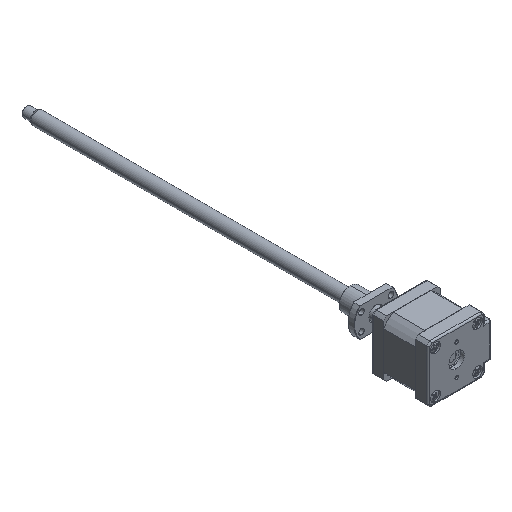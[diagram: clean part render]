
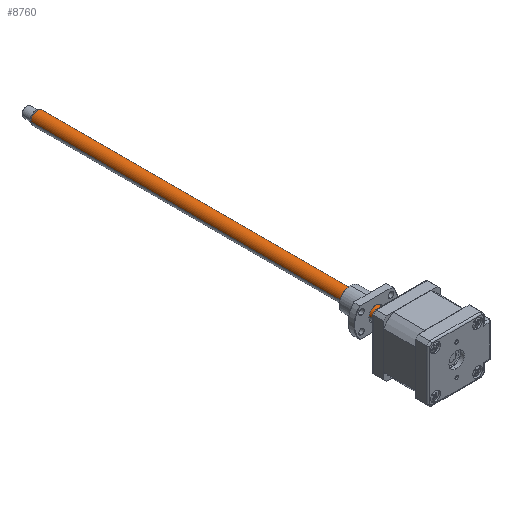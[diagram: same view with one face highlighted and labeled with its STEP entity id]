
A CAD part, isometric view. The second image highlights one B-rep face of the part: STEP entity #8760.
In plain terms, the highlighted cylindrical face has radius 4 mm (diameter 8 mm), a partial arc.
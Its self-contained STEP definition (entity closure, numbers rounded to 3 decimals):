
#75 = CARTESIAN_POINT ( 'NONE',  ( -0.709, 239.993, 16.638 ) ) ;
#155 = CARTESIAN_POINT ( 'NONE',  ( -0.709, 15.993, 16.638 ) ) ;
#196 = FACE_OUTER_BOUND ( 'NONE', #7878, .T. ) ;
#230 = CIRCLE ( 'NONE', #868, 4. ) ;
#473 = VERTEX_POINT ( 'NONE', #2525 ) ;
#868 = AXIS2_PLACEMENT_3D ( 'NONE', #1035, #6272, #1776 ) ;
#881 = EDGE_CURVE ( 'NONE', #6720, #473, #8261, .T. ) ;
#1035 = CARTESIAN_POINT ( 'NONE',  ( -4.709, 239.993, 16.638 ) ) ;
#1362 = VERTEX_POINT ( 'NONE', #75 ) ;
#1776 = DIRECTION ( 'NONE',  ( 1., 0., 0. ) ) ;
#1839 = AXIS2_PLACEMENT_3D ( 'NONE', #4867, #8744, #6302 ) ;
#1939 = ORIENTED_EDGE ( 'NONE', *, *, #5010, .F. ) ;
#1986 = CARTESIAN_POINT ( 'NONE',  ( -8.709, 239.993, 16.638 ) ) ;
#2525 = CARTESIAN_POINT ( 'NONE',  ( -8.709, 15.993, 16.638 ) ) ;
#2640 = ORIENTED_EDGE ( 'NONE', *, *, #7172, .T. ) ;
#3057 = AXIS2_PLACEMENT_3D ( 'NONE', #9291, #4080, #4852 ) ;
#3678 = VECTOR ( 'NONE', #5147, 1000. ) ;
#4080 = DIRECTION ( 'NONE',  ( 0., -1., 0. ) ) ;
#4389 = CARTESIAN_POINT ( 'NONE',  ( -0.709, 240.993, 16.638 ) ) ;
#4851 = ORIENTED_EDGE ( 'NONE', *, *, #6780, .T. ) ;
#4852 = DIRECTION ( 'NONE',  ( -1., 0., 0. ) ) ;
#4867 = CARTESIAN_POINT ( 'NONE',  ( -4.709, 15.993, 16.638 ) ) ;
#5010 = EDGE_CURVE ( 'NONE', #1362, #6720, #5692, .T. ) ;
#5147 = DIRECTION ( 'NONE',  ( 0., -1., 0. ) ) ;
#5153 = LINE ( 'NONE', #5360, #8630 ) ;
#5360 = CARTESIAN_POINT ( 'NONE',  ( -8.709, 240.993, 16.638 ) ) ;
#5692 = LINE ( 'NONE', #4389, #3678 ) ;
#5949 = CYLINDRICAL_SURFACE ( 'NONE', #3057, 4. ) ;
#6272 = DIRECTION ( 'NONE',  ( 0., -1., 0. ) ) ;
#6302 = DIRECTION ( 'NONE',  ( -1., 0., 0. ) ) ;
#6720 = VERTEX_POINT ( 'NONE', #155 ) ;
#6780 = EDGE_CURVE ( 'NONE', #1362, #9225, #230, .T. ) ;
#6842 = DIRECTION ( 'NONE',  ( 0., -1., 0. ) ) ;
#7172 = EDGE_CURVE ( 'NONE', #9225, #473, #5153, .T. ) ;
#7878 = EDGE_LOOP ( 'NONE', ( #1939, #4851, #2640, #9094 ) ) ;
#8261 = CIRCLE ( 'NONE', #1839, 4. ) ;
#8630 = VECTOR ( 'NONE', #6842, 1000. ) ;
#8744 = DIRECTION ( 'NONE',  ( 0., -1., 0. ) ) ;
#8760 = ADVANCED_FACE ( 'NONE', ( #196 ), #5949, .T. ) ;
#9094 = ORIENTED_EDGE ( 'NONE', *, *, #881, .F. ) ;
#9225 = VERTEX_POINT ( 'NONE', #1986 ) ;
#9291 = CARTESIAN_POINT ( 'NONE',  ( -4.709, 240.993, 16.638 ) ) ;
